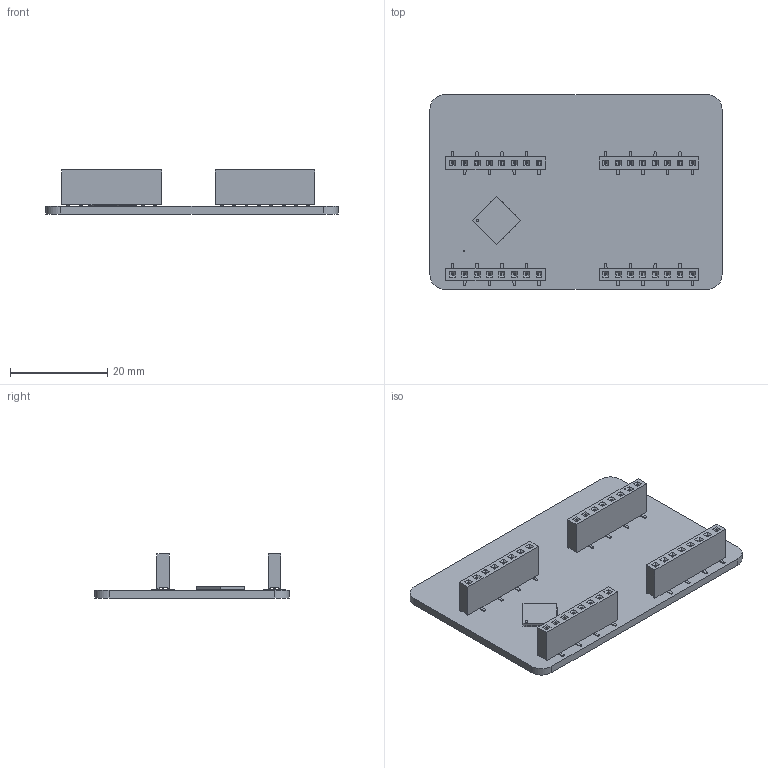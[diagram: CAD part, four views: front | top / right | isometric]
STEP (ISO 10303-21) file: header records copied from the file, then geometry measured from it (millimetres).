
FILE_DESCRIPTION(('KiCad electronic assembly'),'2;1');
FILE_NAME('Leash_061319.step','2019-06-13T14:32:33',('An Author'),( 'A Company'),'Open CASCADE STEP processor 6.9', 'KiCad to STEP converter','Unknown');
FILE_SCHEMA(('AUTOMOTIVE_DESIGN { 1 0 10303 214 1 1 1 1 }'));
Length unit declared in the file: millimetre
Products named in the file (6): Open CASCADE STEP translator 6.9 1; PinSocket_1x08_P2.54mm_Vertical_SMD_Pin1Right; SOLID; QFN-48-1EP_7x7mm_P0.5mm_EP5.15x5.15mm; COMPOUND
Assembly tree (8 placements, depth 3):
  Open CASCADE STEP translator 6.9 1
    PinSocket_1x08_P2.54mm_Vertical_SMD_Pin1Right  x4
      SOLID
    QFN-48-1EP_7x7mm_P0.5mm_EP5.15x5.15mm
      SOLID
    COMPOUND
Bounding box: 60 x 40 x 9.05 mm (x, y, z)
Volume: 5253.4 mm3; surface area: 7629.4 mm2
Topology: 6 solids, 6 shells, 1498 faces, 3908 edges, 2520 vertices
Faces by surface type: plane 1323, cylinder 175
Full cylindrical faces by diameter (mm): 0.2 x25, 0.3 x1, 0.5 x1
Entity records: 46812 total; most frequent: CARTESIAN_POINT 7713, DIRECTION 6521, LINE 4758, VECTOR 4758, ORIENTED_EDGE 3448, PCURVE 3448, DEFINITIONAL_REPRESENTATION 3448, EDGE_CURVE 1724
